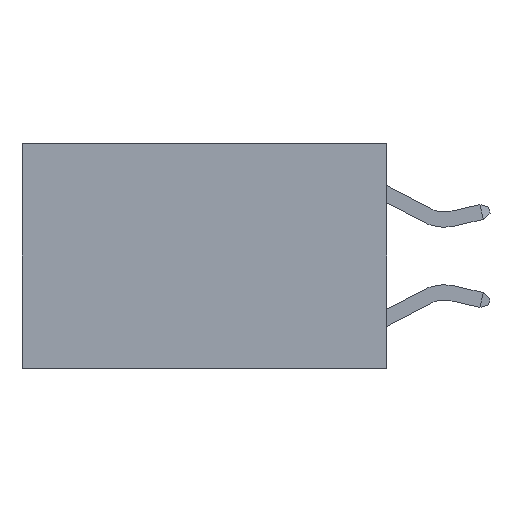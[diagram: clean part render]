
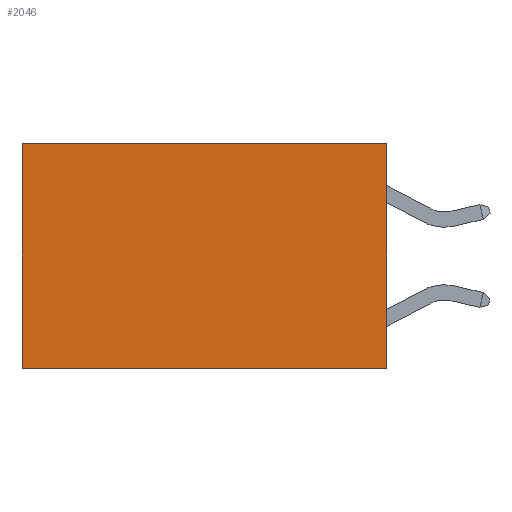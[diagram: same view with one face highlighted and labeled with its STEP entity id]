
A CAD part, left-side view. The second image highlights one B-rep face of the part: STEP entity #2046.
In plain terms, the highlighted planar face has unit normal (-1, 0, 0).
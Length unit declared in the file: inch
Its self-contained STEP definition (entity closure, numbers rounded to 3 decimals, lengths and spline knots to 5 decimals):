
#8 = CARTESIAN_POINT ( 'NONE',  ( 0.2625, 0.6, 0. ) ) ;
#354 = EDGE_CURVE ( 'NONE', #7708, #5018, #5585, .T. ) ;
#655 = VERTEX_POINT ( 'NONE', #9158 ) ;
#964 = DIRECTION ( 'NONE',  ( 1., 0., 0. ) ) ;
#1005 = CARTESIAN_POINT ( 'NONE',  ( 0.2625, 0., 0. ) ) ;
#1692 = LINE ( 'NONE', #8, #10078 ) ;
#1846 = VECTOR ( 'NONE', #4630, 39.37008 ) ;
#2046 = ADVANCED_FACE ( 'NONE', ( #5569 ), #4396, .F. ) ;
#2310 = CARTESIAN_POINT ( 'NONE',  ( 0.2625, 0., -0.37 ) ) ;
#2515 = ORIENTED_EDGE ( 'NONE', *, *, #3610, .F. ) ;
#3062 = CARTESIAN_POINT ( 'NONE',  ( 0.2625, 0., 0. ) ) ;
#3300 = DIRECTION ( 'NONE',  ( 0., 0., -1. ) ) ;
#3610 = EDGE_CURVE ( 'NONE', #5018, #655, #5951, .T. ) ;
#4396 = PLANE ( 'NONE',  #6930 ) ;
#4630 = DIRECTION ( 'NONE',  ( 0., 1., 0. ) ) ;
#4769 = CARTESIAN_POINT ( 'NONE',  ( 0.2625, 0., -0.37 ) ) ;
#4828 = CARTESIAN_POINT ( 'NONE',  ( 0.2625, 0.6, 0. ) ) ;
#5018 = VERTEX_POINT ( 'NONE', #4769 ) ;
#5569 = FACE_OUTER_BOUND ( 'NONE', #9089, .T. ) ;
#5585 = LINE ( 'NONE', #8800, #9582 ) ;
#5951 = LINE ( 'NONE', #2310, #9894 ) ;
#6289 = LINE ( 'NONE', #6372, #1846 ) ;
#6372 = CARTESIAN_POINT ( 'NONE',  ( 0.2625, 0., 0. ) ) ;
#6791 = VERTEX_POINT ( 'NONE', #4828 ) ;
#6930 = AXIS2_PLACEMENT_3D ( 'NONE', #3062, #964, #9763 ) ;
#7393 = EDGE_CURVE ( 'NONE', #7708, #6791, #6289, .T. ) ;
#7610 = ORIENTED_EDGE ( 'NONE', *, *, #354, .F. ) ;
#7708 = VERTEX_POINT ( 'NONE', #1005 ) ;
#8738 = EDGE_CURVE ( 'NONE', #6791, #655, #1692, .T. ) ;
#8785 = ORIENTED_EDGE ( 'NONE', *, *, #8738, .T. ) ;
#8800 = CARTESIAN_POINT ( 'NONE',  ( 0.2625, 0., 0. ) ) ;
#9089 = EDGE_LOOP ( 'NONE', ( #8785, #2515, #7610, #9638 ) ) ;
#9158 = CARTESIAN_POINT ( 'NONE',  ( 0.2625, 0.6, -0.37 ) ) ;
#9582 = VECTOR ( 'NONE', #9954, 39.37008 ) ;
#9637 = DIRECTION ( 'NONE',  ( 0., 1., 0. ) ) ;
#9638 = ORIENTED_EDGE ( 'NONE', *, *, #7393, .T. ) ;
#9763 = DIRECTION ( 'NONE',  ( 0., 0., -1. ) ) ;
#9894 = VECTOR ( 'NONE', #9637, 39.37008 ) ;
#9954 = DIRECTION ( 'NONE',  ( 0., 0., -1. ) ) ;
#10078 = VECTOR ( 'NONE', #3300, 39.37008 ) ;
